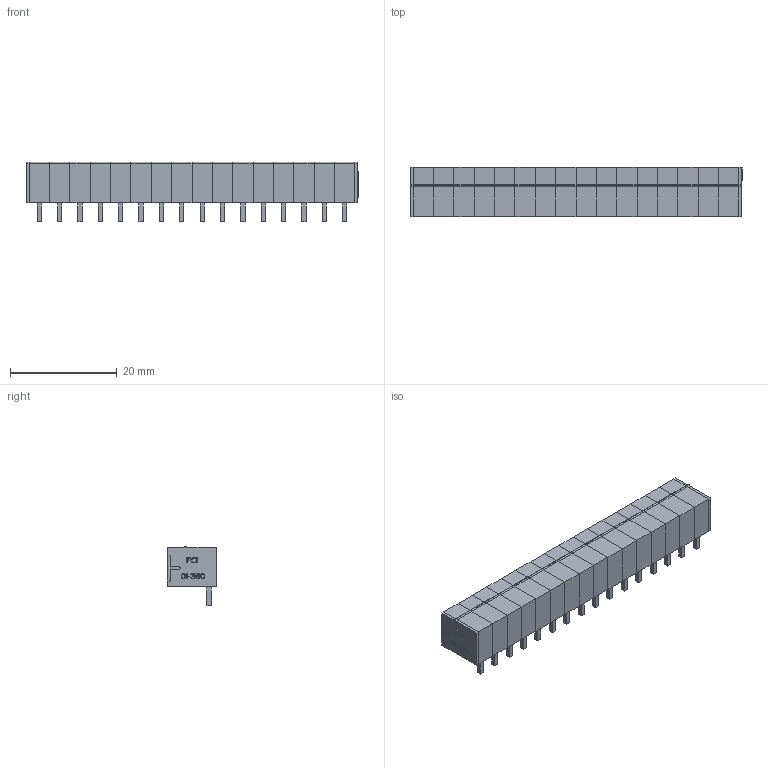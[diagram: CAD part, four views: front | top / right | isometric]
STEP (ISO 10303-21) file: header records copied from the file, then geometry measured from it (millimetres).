
FILE_DESCRIPTION(('STEP AP214'),'1');
FILE_NAME('20020110d161a01lf.stp','2020-03-24T14:16:55',('TraceParts'),('TraceParts S.A.'),'Spatial InterOp 3D',' ',' ');
FILE_SCHEMA(('AUTOMOTIVE_DESIGN { 1 0 10303 214 1 1 1 1 }'));
Length unit declared in the file: millimetre
Products named in the file (1): 20020110d161a01lf_1
Bounding box: 62.15 x 9.2 x 11.12 mm (x, y, z)
Volume: 2373.7 mm3; surface area: 7888.1 mm2
Topology: 18 solids, 18 shells, 1263 faces, 3360 edges, 2208 vertices
Faces by surface type: plane 993, cylinder 174, torus 64, cone 32
Entity records: 38985 total; most frequent: CARTESIAN_POINT 7041, ORIENTED_EDGE 6720, DIRECTION 6398, EDGE_CURVE 3360, LINE 2820, VECTOR 2820, VERTEX_POINT 2208, AXIS2_PLACEMENT_3D 1789
